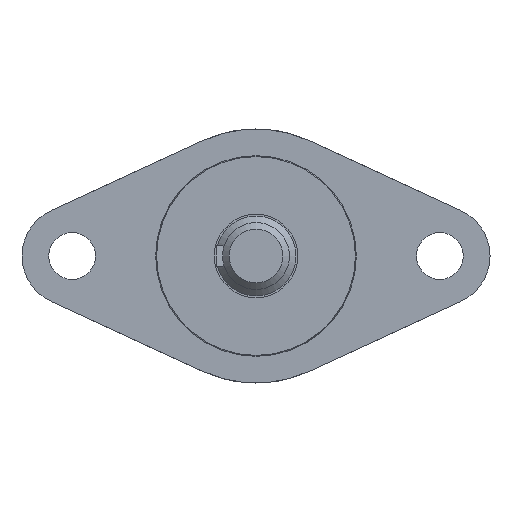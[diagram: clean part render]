
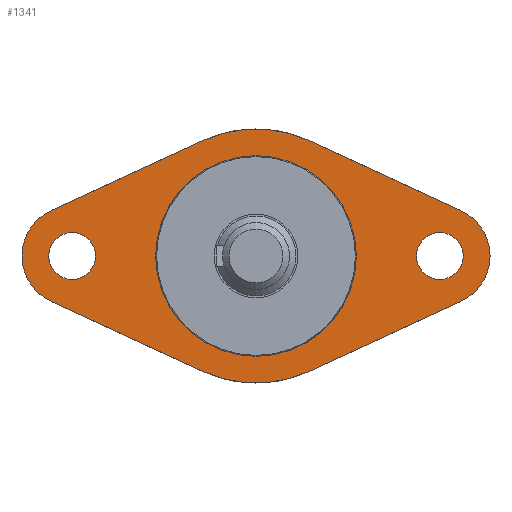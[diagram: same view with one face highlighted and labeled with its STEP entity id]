
A CAD part, left-side view. The second image highlights one B-rep face of the part: STEP entity #1341.
In plain terms, the highlighted planar face has unit normal (-1, 0, 0).
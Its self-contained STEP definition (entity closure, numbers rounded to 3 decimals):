
#769=CARTESIAN_POINT('',(-117.4,27.5,-3.5));
#770=VERTEX_POINT('',#769);
#771=CARTESIAN_POINT('',(-117.4,27.5,0.));
#772=DIRECTION('',(1.0,0.0,0.0));
#773=DIRECTION('',(0.0,0.0,1.0));
#774=AXIS2_PLACEMENT_3D('',#771,#772,#773);
#775=CIRCLE('',#774,3.5);
#776=EDGE_CURVE('',#770,#770,#775,.T.);
#811=CARTESIAN_POINT('',(-117.4,7.945,-17.259));
#812=VERTEX_POINT('',#811);
#819=CARTESIAN_POINT('',(-117.4,30.636,-6.813));
#820=VERTEX_POINT('',#819);
#821=CARTESIAN_POINT('',(-117.4,30.636,-6.813));
#822=DIRECTION('',(0.,-0.908,-0.418));
#823=VECTOR('',#822,24.98);
#824=LINE('',#821,#823);
#825=EDGE_CURVE('',#820,#812,#824,.T.);
#859=CARTESIAN_POINT('',(-117.4,30.636,6.813));
#860=VERTEX_POINT('',#859);
#861=CARTESIAN_POINT('',(-117.4,27.5,0.));
#862=DIRECTION('',(-1.0,0.,0.));
#863=DIRECTION('',(0.,0.418,-0.908));
#864=AXIS2_PLACEMENT_3D('',#861,#862,#863);
#865=CIRCLE('',#864,7.5);
#866=EDGE_CURVE('',#860,#820,#865,.T.);
#896=CARTESIAN_POINT('',(-117.4,-7.945,17.259));
#897=VERTEX_POINT('',#896);
#904=CARTESIAN_POINT('',(-117.4,-30.636,6.813));
#905=VERTEX_POINT('',#904);
#906=CARTESIAN_POINT('',(-117.4,-30.636,6.813));
#907=DIRECTION('',(0.0,0.908,0.418));
#908=VECTOR('',#907,24.98);
#909=LINE('',#906,#908);
#910=EDGE_CURVE('',#905,#897,#909,.T.);
#944=CARTESIAN_POINT('',(-117.4,-30.636,-6.813));
#945=VERTEX_POINT('',#944);
#946=CARTESIAN_POINT('',(-117.4,-27.5,0.));
#947=DIRECTION('',(-1.0,0.,0.));
#948=DIRECTION('',(0.,-0.418,0.908));
#949=AXIS2_PLACEMENT_3D('',#946,#947,#948);
#950=CIRCLE('',#949,7.5);
#951=EDGE_CURVE('',#945,#905,#950,.T.);
#988=CARTESIAN_POINT('',(-117.4,-7.945,-17.259));
#989=VERTEX_POINT('',#988);
#990=CARTESIAN_POINT('',(-117.4,-7.945,-17.259));
#991=DIRECTION('',(0.0,-0.908,0.418));
#992=VECTOR('',#991,24.98);
#993=LINE('',#990,#992);
#994=EDGE_CURVE('',#989,#945,#993,.T.);
#1031=CARTESIAN_POINT('',(-117.4,7.945,17.259));
#1032=VERTEX_POINT('',#1031);
#1033=CARTESIAN_POINT('',(-117.4,7.945,17.259));
#1034=DIRECTION('',(0.,0.908,-0.418));
#1035=VECTOR('',#1034,24.98);
#1036=LINE('',#1033,#1035);
#1037=EDGE_CURVE('',#1032,#860,#1036,.T.);
#1053=CARTESIAN_POINT('',(-117.4,-27.5,-3.5));
#1054=VERTEX_POINT('',#1053);
#1055=CARTESIAN_POINT('',(-117.4,-27.5,0.));
#1056=DIRECTION('',(1.0,0.0,0.0));
#1057=DIRECTION('',(0.0,0.0,1.0));
#1058=AXIS2_PLACEMENT_3D('',#1055,#1056,#1057);
#1059=CIRCLE('',#1058,3.5);
#1060=EDGE_CURVE('',#1054,#1054,#1059,.T.);
#1100=CARTESIAN_POINT('',(-117.4,0.,0.));
#1101=DIRECTION('',(-1.0,0.0,0.0));
#1102=DIRECTION('',(0.0,0.0,1.0));
#1103=AXIS2_PLACEMENT_3D('',#1100,#1101,#1102);
#1104=CIRCLE('',#1103,19.);
#1105=EDGE_CURVE('',#897,#1032,#1104,.T.);
#1116=CARTESIAN_POINT('',(-117.4,0.,0.));
#1117=DIRECTION('',(-1.0,0.0,0.0));
#1118=DIRECTION('',(0.0,0.0,1.0));
#1119=AXIS2_PLACEMENT_3D('',#1116,#1117,#1118);
#1120=CIRCLE('',#1119,19.);
#1121=EDGE_CURVE('',#812,#989,#1120,.T.);
#1302=CARTESIAN_POINT('',(-117.4,15.,0.));
#1303=VERTEX_POINT('',#1302);
#1304=CARTESIAN_POINT('',(-117.4,0.,0.));
#1305=DIRECTION('',(1.0,0.0,0.0));
#1306=DIRECTION('',(0.0,1.0,0.0));
#1307=AXIS2_PLACEMENT_3D('',#1304,#1305,#1306);
#1308=CIRCLE('',#1307,15.);
#1309=EDGE_CURVE('',#1303,#1303,#1308,.T.);
#1317=CARTESIAN_POINT('',(-117.4,25.,0.));
#1318=DIRECTION('',(-1.0,0.0,0.0));
#1319=DIRECTION('',(0.0,0.0,1.0));
#1320=AXIS2_PLACEMENT_3D('',#1317,#1318,#1319);
#1321=PLANE('',#1320);
#1322=ORIENTED_EDGE('',*,*,#951,.T.);
#1323=ORIENTED_EDGE('',*,*,#910,.T.);
#1324=ORIENTED_EDGE('',*,*,#1105,.T.);
#1325=ORIENTED_EDGE('',*,*,#1037,.T.);
#1326=ORIENTED_EDGE('',*,*,#866,.T.);
#1327=ORIENTED_EDGE('',*,*,#825,.T.);
#1328=ORIENTED_EDGE('',*,*,#1121,.T.);
#1329=ORIENTED_EDGE('',*,*,#994,.T.);
#1330=EDGE_LOOP('',(#1322,#1323,#1324,#1325,#1326,#1327,#1328,#1329));
#1331=FACE_OUTER_BOUND('',#1330,.T.);
#1332=ORIENTED_EDGE('',*,*,#776,.T.);
#1333=EDGE_LOOP('',(#1332));
#1334=FACE_BOUND('',#1333,.T.);
#1335=ORIENTED_EDGE('',*,*,#1060,.T.);
#1336=EDGE_LOOP('',(#1335));
#1337=FACE_BOUND('',#1336,.T.);
#1338=ORIENTED_EDGE('',*,*,#1309,.T.);
#1339=EDGE_LOOP('',(#1338));
#1340=FACE_BOUND('',#1339,.T.);
#1341=ADVANCED_FACE('',(#1331,#1334,#1337,#1340),#1321,.T.);
